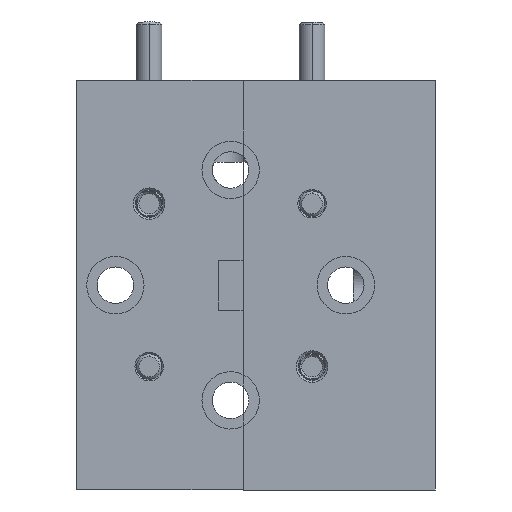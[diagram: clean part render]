
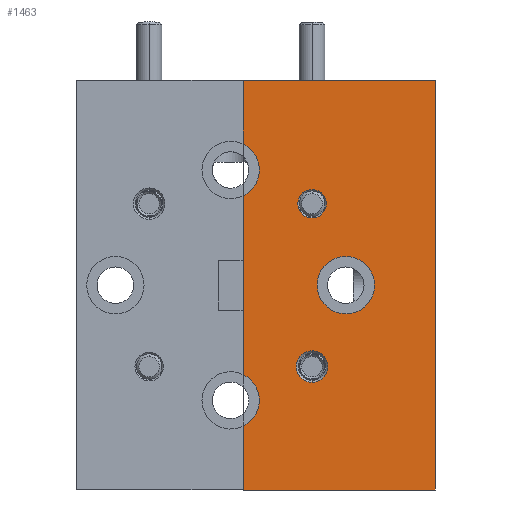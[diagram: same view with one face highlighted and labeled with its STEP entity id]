
A CAD part, left-side view. The second image highlights one B-rep face of the part: STEP entity #1463.
In plain terms, the highlighted planar face has unit normal (-1, 0, 0).
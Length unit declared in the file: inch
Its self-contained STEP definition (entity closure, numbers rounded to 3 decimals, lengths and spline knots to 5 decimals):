
#34 = DIRECTION ( 'NONE',  ( 0., -1., 0. ) ) ;
#158 = VECTOR ( 'NONE', #6827, 39.37008 ) ;
#164 = EDGE_LOOP ( 'NONE', ( #2551, #3702 ) ) ;
#221 = FACE_OUTER_BOUND ( 'NONE', #1982, .T. ) ;
#268 = CIRCLE ( 'NONE', #4493, 0.07 ) ;
#355 = DIRECTION ( 'NONE',  ( 0., 0., 1. ) ) ;
#377 = EDGE_CURVE ( 'NONE', #6183, #826, #1627, .T. ) ;
#408 = AXIS2_PLACEMENT_3D ( 'NONE', #1328, #6853, #5150 ) ;
#409 = EDGE_CURVE ( 'NONE', #6970, #4527, #1024, .T. ) ;
#571 = CARTESIAN_POINT ( 'NONE',  ( -0.5, 0.21825, 0. ) ) ;
#583 = CARTESIAN_POINT ( 'NONE',  ( -0.5, 0.4995, 0.28125 ) ) ;
#588 = CARTESIAN_POINT ( 'NONE',  ( -0.5, 0.469, 0.5 ) ) ;
#642 = ORIENTED_EDGE ( 'NONE', *, *, #5372, .F. ) ;
#766 = CIRCLE ( 'NONE', #2048, 0.07 ) ;
#795 = DIRECTION ( 'NONE',  ( 0., -1., 0. ) ) ;
#811 = PLANE ( 'NONE',  #6082 ) ;
#826 = VERTEX_POINT ( 'NONE', #5866 ) ;
#1024 = CIRCLE ( 'NONE', #408, 0.03475 ) ;
#1078 = DIRECTION ( 'NONE',  ( 0., -1., 0. ) ) ;
#1080 = VERTEX_POINT ( 'NONE', #5394 ) ;
#1123 = EDGE_CURVE ( 'NONE', #1080, #5410, #6172, .T. ) ;
#1126 = DIRECTION ( 'NONE',  ( 0., 0., 1. ) ) ;
#1199 = VERTEX_POINT ( 'NONE', #3432 ) ;
#1234 = DIRECTION ( 'NONE',  ( -1., 0., 0. ) ) ;
#1281 = ORIENTED_EDGE ( 'NONE', *, *, #6707, .F. ) ;
#1286 = EDGE_LOOP ( 'NONE', ( #6790, #3056 ) ) ;
#1292 = ORIENTED_EDGE ( 'NONE', *, *, #377, .F. ) ;
#1328 = CARTESIAN_POINT ( 'NONE',  ( -0.5, 0.30063, 0.19887 ) ) ;
#1463 = ADVANCED_FACE ( 'NONE', ( #2716, #5123, #6074, #221 ), #811, .F. ) ;
#1466 = AXIS2_PLACEMENT_3D ( 'NONE', #583, #4425, #2789 ) ;
#1474 = AXIS2_PLACEMENT_3D ( 'NONE', #6133, #1234, #6739 ) ;
#1489 = CARTESIAN_POINT ( 'NONE',  ( -0.5, 0.469, 0.5 ) ) ;
#1531 = LINE ( 'NONE', #5719, #2113 ) ;
#1575 = VECTOR ( 'NONE', #795, 39.37008 ) ;
#1588 = CARTESIAN_POINT ( 'NONE',  ( -0.5, 0.469, -0.34426 ) ) ;
#1627 = LINE ( 'NONE', #4581, #158 ) ;
#1798 = LINE ( 'NONE', #588, #6361 ) ;
#1838 = AXIS2_PLACEMENT_3D ( 'NONE', #7048, #3170, #3215 ) ;
#1841 = CARTESIAN_POINT ( 'NONE',  ( -0.5, 0.30063, 0.23362 ) ) ;
#1871 = EDGE_LOOP ( 'NONE', ( #6504, #4967 ) ) ;
#1884 = CARTESIAN_POINT ( 'NONE',  ( -0.5, 0.469, -0.5 ) ) ;
#1919 = CARTESIAN_POINT ( 'NONE',  ( -0.5, 0., -0.5 ) ) ;
#1982 = EDGE_LOOP ( 'NONE', ( #1281, #4851, #4402, #3245, #3043, #3775, #1292, #4108, #642, #6259 ) ) ;
#2048 = AXIS2_PLACEMENT_3D ( 'NONE', #6004, #4370, #1078 ) ;
#2079 = LINE ( 'NONE', #1489, #2852 ) ;
#2113 = VECTOR ( 'NONE', #4566, 39.37008 ) ;
#2118 = DIRECTION ( 'NONE',  ( 0., -1., 0. ) ) ;
#2137 = CIRCLE ( 'NONE', #6381, 0.03475 ) ;
#2246 = DIRECTION ( 'NONE',  ( -1., 0., 0. ) ) ;
#2273 = CARTESIAN_POINT ( 'NONE',  ( -0.5, 0.30063, 0.16412 ) ) ;
#2310 = VERTEX_POINT ( 'NONE', #7022 ) ;
#2551 = ORIENTED_EDGE ( 'NONE', *, *, #6526, .F. ) ;
#2608 = CARTESIAN_POINT ( 'NONE',  ( -0.5, 0.14825, 0. ) ) ;
#2609 = CIRCLE ( 'NONE', #1466, 0.07 ) ;
#2628 = EDGE_CURVE ( 'NONE', #5657, #826, #1531, .T. ) ;
#2716 = FACE_BOUND ( 'NONE', #1286, .T. ) ;
#2768 = CARTESIAN_POINT ( 'NONE',  ( -0.5, 0.28825, 0. ) ) ;
#2789 = DIRECTION ( 'NONE',  ( 0., -1., 0. ) ) ;
#2794 = CARTESIAN_POINT ( 'NONE',  ( -0.5, 0.30063, -0.19887 ) ) ;
#2840 = CARTESIAN_POINT ( 'NONE',  ( -0.5, 0.469, 0.34426 ) ) ;
#2852 = VECTOR ( 'NONE', #5239, 39.37008 ) ;
#3043 = ORIENTED_EDGE ( 'NONE', *, *, #4841, .T. ) ;
#3056 = ORIENTED_EDGE ( 'NONE', *, *, #5252, .F. ) ;
#3170 = DIRECTION ( 'NONE',  ( -1., 0., 0. ) ) ;
#3215 = DIRECTION ( 'NONE',  ( 0., -1., 0. ) ) ;
#3226 = VERTEX_POINT ( 'NONE', #2768 ) ;
#3245 = ORIENTED_EDGE ( 'NONE', *, *, #7013, .F. ) ;
#3337 = DIRECTION ( 'NONE',  ( -1., 0., 0. ) ) ;
#3377 = VERTEX_POINT ( 'NONE', #2840 ) ;
#3432 = CARTESIAN_POINT ( 'NONE',  ( -0.5, 0.469, -0.21824 ) ) ;
#3449 = AXIS2_PLACEMENT_3D ( 'NONE', #5520, #2246, #4253 ) ;
#3450 = VERTEX_POINT ( 'NONE', #6431 ) ;
#3526 = DIRECTION ( 'NONE',  ( 0., 0., -1. ) ) ;
#3689 = LINE ( 'NONE', #6470, #4638 ) ;
#3702 = ORIENTED_EDGE ( 'NONE', *, *, #409, .F. ) ;
#3725 = EDGE_CURVE ( 'NONE', #6267, #3450, #2609, .T. ) ;
#3775 = ORIENTED_EDGE ( 'NONE', *, *, #2628, .T. ) ;
#4108 = ORIENTED_EDGE ( 'NONE', *, *, #4311, .F. ) ;
#4253 = DIRECTION ( 'NONE',  ( 0., -1., 0. ) ) ;
#4311 = EDGE_CURVE ( 'NONE', #3377, #6183, #2079, .T. ) ;
#4316 = CIRCLE ( 'NONE', #3449, 0.07 ) ;
#4346 = VERTEX_POINT ( 'NONE', #2608 ) ;
#4370 = DIRECTION ( 'NONE',  ( -1., 0., 0. ) ) ;
#4387 = EDGE_CURVE ( 'NONE', #6514, #1199, #268, .T. ) ;
#4402 = ORIENTED_EDGE ( 'NONE', *, *, #5077, .F. ) ;
#4425 = DIRECTION ( 'NONE',  ( -1., 0., 0. ) ) ;
#4481 = CIRCLE ( 'NONE', #1474, 0.0385 ) ;
#4492 = LINE ( 'NONE', #1884, #1575 ) ;
#4493 = AXIS2_PLACEMENT_3D ( 'NONE', #6557, #5363, #2118 ) ;
#4527 = VERTEX_POINT ( 'NONE', #1841 ) ;
#4566 = DIRECTION ( 'NONE',  ( 0., 0., 1. ) ) ;
#4581 = CARTESIAN_POINT ( 'NONE',  ( -0.5, 0.469, 0.5 ) ) ;
#4638 = VECTOR ( 'NONE', #5915, 39.37008 ) ;
#4657 = CIRCLE ( 'NONE', #7039, 0.07 ) ;
#4727 = EDGE_CURVE ( 'NONE', #5410, #1080, #4481, .T. ) ;
#4841 = EDGE_CURVE ( 'NONE', #2310, #5657, #4492, .T. ) ;
#4851 = ORIENTED_EDGE ( 'NONE', *, *, #4387, .F. ) ;
#4967 = ORIENTED_EDGE ( 'NONE', *, *, #1123, .F. ) ;
#5077 = EDGE_CURVE ( 'NONE', #6768, #6514, #5786, .T. ) ;
#5123 = FACE_BOUND ( 'NONE', #1871, .T. ) ;
#5150 = DIRECTION ( 'NONE',  ( 0., 0., 1. ) ) ;
#5239 = DIRECTION ( 'NONE',  ( 0., 0., 1. ) ) ;
#5252 = EDGE_CURVE ( 'NONE', #3226, #4346, #4657, .T. ) ;
#5363 = DIRECTION ( 'NONE',  ( -1., 0., 0. ) ) ;
#5372 = EDGE_CURVE ( 'NONE', #3450, #3377, #4316, .T. ) ;
#5394 = CARTESIAN_POINT ( 'NONE',  ( -0.5, 0.30063, -0.23737 ) ) ;
#5410 = VERTEX_POINT ( 'NONE', #6024 ) ;
#5520 = CARTESIAN_POINT ( 'NONE',  ( -0.5, 0.4995, 0.28125 ) ) ;
#5527 = CARTESIAN_POINT ( 'NONE',  ( -0.5, 0.469, 0.5 ) ) ;
#5564 = DIRECTION ( 'NONE',  ( 0., 0., 1. ) ) ;
#5657 = VERTEX_POINT ( 'NONE', #1919 ) ;
#5682 = CARTESIAN_POINT ( 'NONE',  ( -0.5, 0.469, 0.5 ) ) ;
#5719 = CARTESIAN_POINT ( 'NONE',  ( -0.5, 0., 0.5 ) ) ;
#5786 = CIRCLE ( 'NONE', #1838, 0.07 ) ;
#5866 = CARTESIAN_POINT ( 'NONE',  ( -0.5, 0., 0.5 ) ) ;
#5915 = DIRECTION ( 'NONE',  ( 0., 0., 1. ) ) ;
#6004 = CARTESIAN_POINT ( 'NONE',  ( -0.5, 0.21825, 0. ) ) ;
#6024 = CARTESIAN_POINT ( 'NONE',  ( -0.5, 0.30063, -0.16037 ) ) ;
#6074 = FACE_BOUND ( 'NONE', #164, .T. ) ;
#6082 = AXIS2_PLACEMENT_3D ( 'NONE', #5682, #6249, #3526 ) ;
#6133 = CARTESIAN_POINT ( 'NONE',  ( -0.5, 0.30063, -0.19887 ) ) ;
#6172 = CIRCLE ( 'NONE', #6780, 0.0385 ) ;
#6183 = VERTEX_POINT ( 'NONE', #5527 ) ;
#6209 = CARTESIAN_POINT ( 'NONE',  ( -0.5, 0.469, 0.21824 ) ) ;
#6249 = DIRECTION ( 'NONE',  ( 1., 0., 0. ) ) ;
#6259 = ORIENTED_EDGE ( 'NONE', *, *, #3725, .F. ) ;
#6267 = VERTEX_POINT ( 'NONE', #6209 ) ;
#6324 = DIRECTION ( 'NONE',  ( -1., 0., 0. ) ) ;
#6361 = VECTOR ( 'NONE', #5564, 39.37008 ) ;
#6381 = AXIS2_PLACEMENT_3D ( 'NONE', #6957, #6324, #355 ) ;
#6431 = CARTESIAN_POINT ( 'NONE',  ( -0.5, 0.4295, 0.28125 ) ) ;
#6470 = CARTESIAN_POINT ( 'NONE',  ( -0.5, 0.469, 0.5 ) ) ;
#6504 = ORIENTED_EDGE ( 'NONE', *, *, #4727, .F. ) ;
#6514 = VERTEX_POINT ( 'NONE', #6977 ) ;
#6526 = EDGE_CURVE ( 'NONE', #4527, #6970, #2137, .T. ) ;
#6557 = CARTESIAN_POINT ( 'NONE',  ( -0.5, 0.4995, -0.28125 ) ) ;
#6652 = DIRECTION ( 'NONE',  ( -1., 0., 0. ) ) ;
#6707 = EDGE_CURVE ( 'NONE', #1199, #6267, #3689, .T. ) ;
#6739 = DIRECTION ( 'NONE',  ( 0., 0., 1. ) ) ;
#6768 = VERTEX_POINT ( 'NONE', #1588 ) ;
#6780 = AXIS2_PLACEMENT_3D ( 'NONE', #2794, #6652, #1126 ) ;
#6790 = ORIENTED_EDGE ( 'NONE', *, *, #6866, .F. ) ;
#6827 = DIRECTION ( 'NONE',  ( 0., -1., 0. ) ) ;
#6853 = DIRECTION ( 'NONE',  ( -1., 0., 0. ) ) ;
#6866 = EDGE_CURVE ( 'NONE', #4346, #3226, #766, .T. ) ;
#6957 = CARTESIAN_POINT ( 'NONE',  ( -0.5, 0.30063, 0.19887 ) ) ;
#6970 = VERTEX_POINT ( 'NONE', #2273 ) ;
#6977 = CARTESIAN_POINT ( 'NONE',  ( -0.5, 0.4295, -0.28125 ) ) ;
#7013 = EDGE_CURVE ( 'NONE', #2310, #6768, #1798, .T. ) ;
#7022 = CARTESIAN_POINT ( 'NONE',  ( -0.5, 0.469, -0.5 ) ) ;
#7039 = AXIS2_PLACEMENT_3D ( 'NONE', #571, #3337, #34 ) ;
#7048 = CARTESIAN_POINT ( 'NONE',  ( -0.5, 0.4995, -0.28125 ) ) ;
